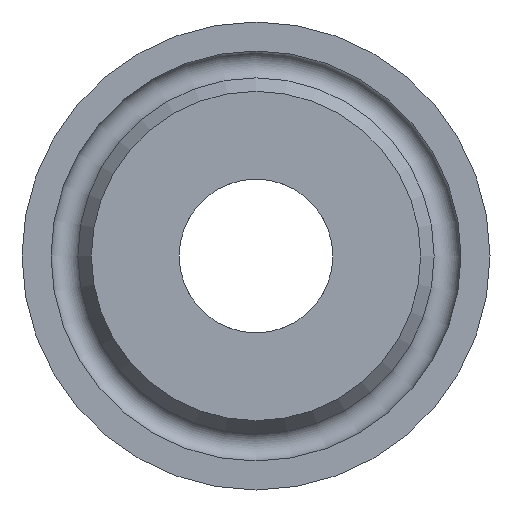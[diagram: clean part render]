
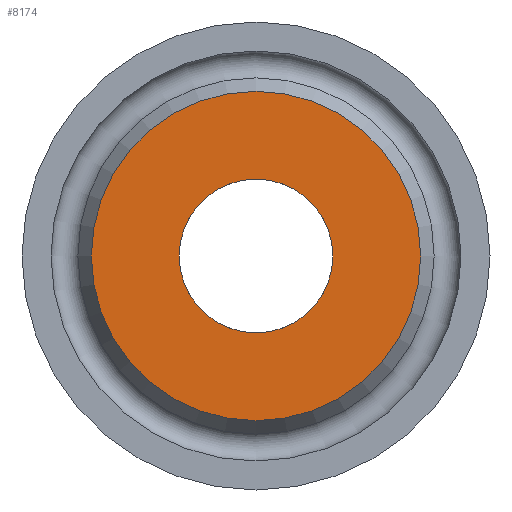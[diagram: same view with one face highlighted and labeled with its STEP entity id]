
A CAD part, left-side view. The second image highlights one B-rep face of the part: STEP entity #8174.
In plain terms, the highlighted planar face has unit normal (-1, 0, 0).
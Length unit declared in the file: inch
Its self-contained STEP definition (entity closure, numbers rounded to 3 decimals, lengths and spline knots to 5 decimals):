
#110=FACE_BOUND('',#1470,.T.);
#292=PLANE('',#8630);
#964=FACE_OUTER_BOUND('',#1469,.T.);
#1469=EDGE_LOOP('',(#7648));
#1470=EDGE_LOOP('',(#7649));
#1648=CIRCLE('',#8613,0.1616);
#1650=CIRCLE('',#8616,0.34623);
#4003=VERTEX_POINT('',#18092);
#4005=VERTEX_POINT('',#18097);
#5216=EDGE_CURVE('',#4003,#4003,#1648,.T.);
#5218=EDGE_CURVE('',#4005,#4005,#1650,.T.);
#7648=ORIENTED_EDGE('',*,*,#5218,.F.);
#7649=ORIENTED_EDGE('',*,*,#5216,.T.);
#8174=ADVANCED_FACE('',(#964,#110),#292,.T.);
#8613=AXIS2_PLACEMENT_3D('',#18093,#10053,#10054);
#8616=AXIS2_PLACEMENT_3D('',#18098,#10059,#10060);
#8630=AXIS2_PLACEMENT_3D('',#18117,#10087,#10088);
#10053=DIRECTION('center_axis',(1.,0.,0.));
#10054=DIRECTION('ref_axis',(0.,1.,0.));
#10059=DIRECTION('center_axis',(1.,0.,0.));
#10060=DIRECTION('ref_axis',(0.,1.,0.));
#10087=DIRECTION('center_axis',(-1.,0.,0.));
#10088=DIRECTION('ref_axis',(0.,0.,1.));
#18092=CARTESIAN_POINT('',(0.03125,0.1616,0.));
#18093=CARTESIAN_POINT('Origin',(0.03125,0.,0.));
#18097=CARTESIAN_POINT('',(0.03125,0.34623,0.));
#18098=CARTESIAN_POINT('Origin',(0.03125,0.,0.));
#18117=CARTESIAN_POINT('Origin',(0.03125,0.25391,0.));
